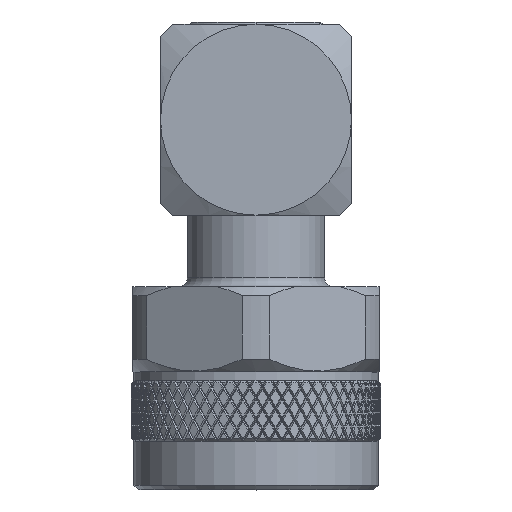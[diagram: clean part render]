
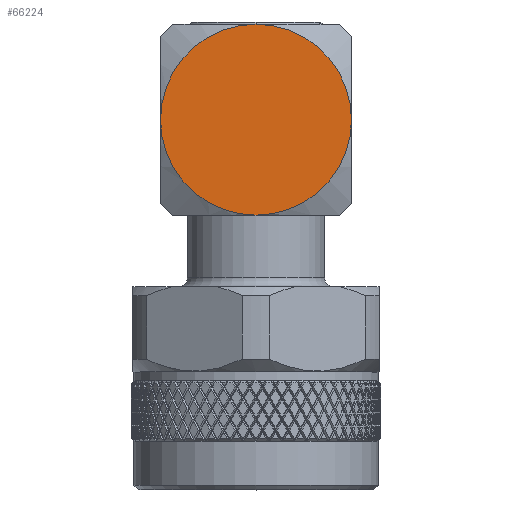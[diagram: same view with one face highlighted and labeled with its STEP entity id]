
A CAD part, top view. The second image highlights one B-rep face of the part: STEP entity #66224.
In plain terms, the highlighted face is planar.
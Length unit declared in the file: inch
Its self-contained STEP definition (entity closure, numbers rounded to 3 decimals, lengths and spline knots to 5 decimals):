
#594 = AXIS2_PLACEMENT_3D ( 'NONE', #81390, #57100, #13926 ) ;
#6400 = AXIS2_PLACEMENT_3D ( 'NONE', #8429, #75868, #58211 ) ;
#8429 = CARTESIAN_POINT ( 'NONE',  ( -0.31496, 0.31496, 0.31496 ) ) ;
#10409 = EDGE_CURVE ( 'NONE', #59867, #73503, #19243, .T. ) ;
#12608 = CARTESIAN_POINT ( 'NONE',  ( 0., 0.31496, 0.31496 ) ) ;
#13056 = CIRCLE ( 'NONE', #17070, 0.31496 ) ;
#13497 = CARTESIAN_POINT ( 'NONE',  ( 0.31496, 0.31496, 0. ) ) ;
#13926 = DIRECTION ( 'NONE',  ( 0., 0., 1. ) ) ;
#17070 = AXIS2_PLACEMENT_3D ( 'NONE', #22969, #53011, #34959 ) ;
#17419 = CARTESIAN_POINT ( 'NONE',  ( -0.31496, 0.31496, 0. ) ) ;
#17940 = EDGE_LOOP ( 'NONE', ( #47837, #51197, #55510, #24934 ) ) ;
#19243 = CIRCLE ( 'NONE', #65207, 0.31496 ) ;
#21023 = EDGE_CURVE ( 'NONE', #42125, #46280, #46620, .T. ) ;
#22969 = CARTESIAN_POINT ( 'NONE',  ( 0., 0.31496, 0. ) ) ;
#24934 = ORIENTED_EDGE ( 'NONE', *, *, #10409, .T. ) ;
#27490 = DIRECTION ( 'NONE',  ( 0., 1., 0. ) ) ;
#31521 = CIRCLE ( 'NONE', #65599, 0.31496 ) ;
#32760 = PLANE ( 'NONE',  #6400 ) ;
#32970 = CARTESIAN_POINT ( 'NONE',  ( 0., 0.31496, -0.31496 ) ) ;
#34959 = DIRECTION ( 'NONE',  ( 0., 0., 1. ) ) ;
#39813 = DIRECTION ( 'NONE',  ( 0., 0., 1. ) ) ;
#42125 = VERTEX_POINT ( 'NONE', #32970 ) ;
#45576 = CARTESIAN_POINT ( 'NONE',  ( 0., 0.31496, 0. ) ) ;
#45647 = DIRECTION ( 'NONE',  ( 0., 1., 0. ) ) ;
#46280 = VERTEX_POINT ( 'NONE', #17419 ) ;
#46620 = CIRCLE ( 'NONE', #594, 0.31496 ) ;
#47837 = ORIENTED_EDGE ( 'NONE', *, *, #67468, .T. ) ;
#51197 = ORIENTED_EDGE ( 'NONE', *, *, #21023, .T. ) ;
#53011 = DIRECTION ( 'NONE',  ( 0., 1., 0. ) ) ;
#55510 = ORIENTED_EDGE ( 'NONE', *, *, #67364, .T. ) ;
#57100 = DIRECTION ( 'NONE',  ( 0., 1., 0. ) ) ;
#58211 = DIRECTION ( 'NONE',  ( 0., 0., -1. ) ) ;
#59867 = VERTEX_POINT ( 'NONE', #12608 ) ;
#63960 = FACE_OUTER_BOUND ( 'NONE', #17940, .T. ) ;
#65207 = AXIS2_PLACEMENT_3D ( 'NONE', #45576, #27490, #39813 ) ;
#65599 = AXIS2_PLACEMENT_3D ( 'NONE', #71089, #45647, #70261 ) ;
#66224 = ADVANCED_FACE ( 'NONE', ( #63960 ), #32760, .F. ) ;
#67364 = EDGE_CURVE ( 'NONE', #46280, #59867, #31521, .T. ) ;
#67468 = EDGE_CURVE ( 'NONE', #73503, #42125, #13056, .T. ) ;
#70261 = DIRECTION ( 'NONE',  ( 0., 0., 1. ) ) ;
#71089 = CARTESIAN_POINT ( 'NONE',  ( 0., 0.31496, 0. ) ) ;
#73503 = VERTEX_POINT ( 'NONE', #13497 ) ;
#75868 = DIRECTION ( 'NONE',  ( 0., -1., 0. ) ) ;
#81390 = CARTESIAN_POINT ( 'NONE',  ( 0., 0.31496, 0. ) ) ;
